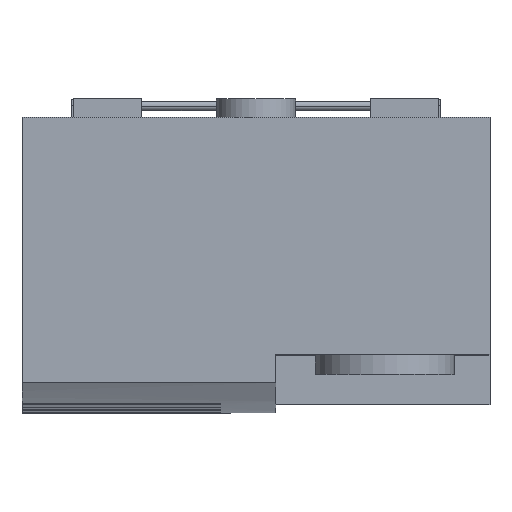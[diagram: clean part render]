
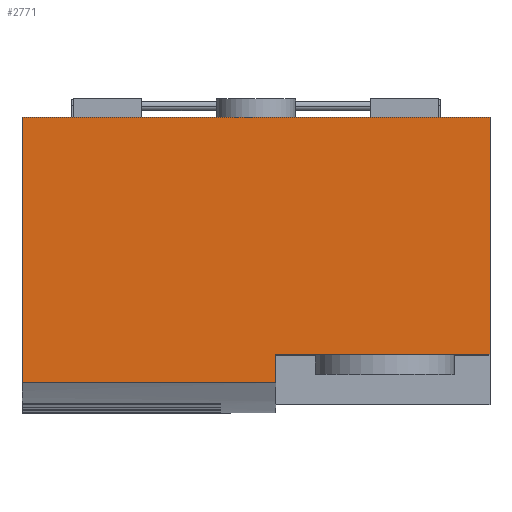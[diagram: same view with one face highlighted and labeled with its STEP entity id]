
A CAD part, top view. The second image highlights one B-rep face of the part: STEP entity #2771.
In plain terms, the highlighted planar face has unit normal (0, 0, 1).
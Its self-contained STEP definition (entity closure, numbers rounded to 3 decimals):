
#1383=CARTESIAN_POINT('POINT98',(2.54,-21.916,76.962));
#1384=VERTEX_POINT('VERTEX98',#1383);
#1385=CARTESIAN_POINT('POINT99',(2.54,-18.27,76.962));
#1386=VERTEX_POINT('VERTEX99',#1385);
#1387=CARTESIAN_POINT('POS123',(2.54,-6.25,
   76.962));
#1388=DIRECTION('DIR187',(0.,1.,0.));
#1389=VECTOR('VEC59',#1388,25.4);
#1390=LINE('STRAIGHT59',#1387,#1389);
#1391=EDGE_CURVE('EDGE122',#1384,#1386,#1390,.T.);
#1423=CARTESIAN_POINT('POINT100',(30.,-18.27,76.962));
#1424=VERTEX_POINT('VERTEX100',#1423);
#1425=CARTESIAN_POINT('POS127',(23.89,-18.27,76.962));
#1426=DIRECTION('DIR193',(1.,0.,0.));
#1427=VECTOR('VEC61',#1426,25.4);
#1428=LINE('STRAIGHT61',#1425,#1427);
#1429=EDGE_CURVE('EDGE125',#1386,#1424,#1428,.T.);
#2214=CARTESIAN_POINT('POINT140',(-30.,-21.916,76.962));
#2215=VERTEX_POINT('VERTEX140',#2214);
#2216=CARTESIAN_POINT('POS227',(30.,-21.916,76.962));
#2217=DIRECTION('DIR323',(-1.,0.,0.));
#2218=VECTOR('VEC131',#2217,1.);
#2219=LINE('STRAIGHT131',#2216,#2218);
#2220=EDGE_CURVE('EDGE195',#1384,#2215,#2219,.T.);
#2724=CARTESIAN_POINT('POINT174',(30.,12.12,76.962));
#2725=VERTEX_POINT('VERTEX174',#2724);
#2732=CARTESIAN_POINT('POS279',(30.,12.12,76.962));
#2733=DIRECTION('DIR391',(0.,-1.,0.));
#2734=VECTOR('VEC167',#2733,1.);
#2735=LINE('STRAIGHT167',#2732,#2734);
#2736=EDGE_CURVE('EDGE247',#2725,#1424,#2735,.T.);
#2746=ORIENTED_EDGE('COEDGE419',*,*,#1429,.T.);
#2747=ORIENTED_EDGE('COEDGE420',*,*,#2736,.F.);
#2748=CARTESIAN_POINT('POINT175',(-30.,12.12,76.962));
#2749=VERTEX_POINT('VERTEX175',#2748);
#2750=CARTESIAN_POINT('POS281',(30.,12.12,76.962));
#2751=DIRECTION('DIR394',(-1.,0.,0.));
#2752=VECTOR('VEC168',#2751,1.);
#2753=LINE('STRAIGHT168',#2750,#2752);
#2754=EDGE_CURVE('EDGE248',#2725,#2749,#2753,.T.);
#2755=ORIENTED_EDGE('COEDGE421',*,*,#2754,.T.);
#2756=CARTESIAN_POINT('POS282',(-30.,12.12,76.962));
#2757=DIRECTION('DIR395',(0.,-1.,0.));
#2758=VECTOR('VEC169',#2757,1.);
#2759=LINE('STRAIGHT169',#2756,#2758);
#2760=EDGE_CURVE('EDGE249',#2749,#2215,#2759,.T.);
#2761=ORIENTED_EDGE('COEDGE422',*,*,#2760,.T.);
#2762=ORIENTED_EDGE('COEDGE423',*,*,#2220,.F.);
#2763=ORIENTED_EDGE('COEDGE424',*,*,#1391,.T.);
#2764=EDGE_LOOP('NONE',(#2746,#2747,#2755,#2761,#2762,#2763));
#2765=FACE_BOUND('LOOP1',#2764,.T.);
#2766=CARTESIAN_POINT('POS283',(30.,12.12,76.962));
#2767=DIRECTION('DIR396',(0.,0.,1.));
#2768=DIRECTION('DIR397',(1.,0.,0.));
#2769=AXIS2_PLACEMENT_3D('AXIS114',#2766,#2767,#2768);
#2770=PLANE('PLANE66',#2769);
#2771=ADVANCED_FACE('FACE91',(#2765),#2770,.T.);
